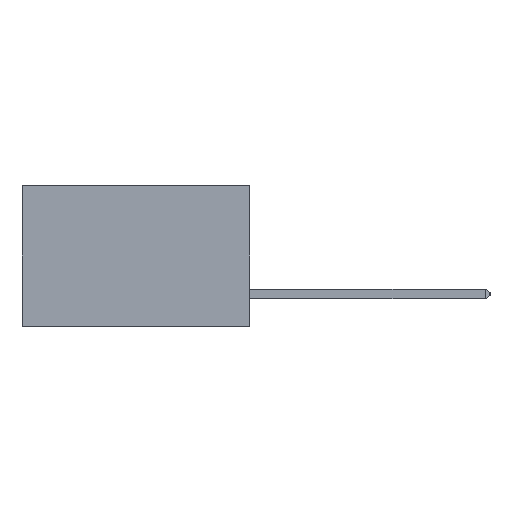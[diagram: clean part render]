
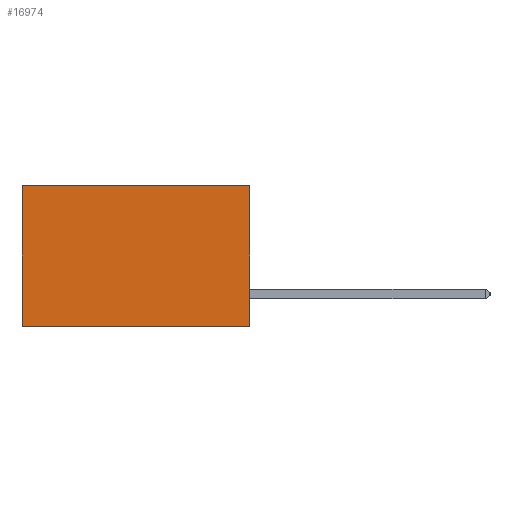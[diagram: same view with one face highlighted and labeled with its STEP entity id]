
A CAD part, left-side view. The second image highlights one B-rep face of the part: STEP entity #16974.
In plain terms, the highlighted planar face has unit normal (-1, 0, 0).
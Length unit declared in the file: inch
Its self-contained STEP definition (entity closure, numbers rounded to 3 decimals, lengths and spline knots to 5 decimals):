
#459 = LINE ( 'NONE', #35074, #30926 ) ;
#2499 = DIRECTION ( 'NONE',  ( 0., 0., -1. ) ) ;
#2781 = DIRECTION ( 'NONE',  ( 0., 1., 0. ) ) ;
#3157 = VECTOR ( 'NONE', #13971, 39.37008 ) ;
#6329 = CARTESIAN_POINT ( 'NONE',  ( 0.2875, 0.6, -0.37 ) ) ;
#7789 = VERTEX_POINT ( 'NONE', #16751 ) ;
#9912 = LINE ( 'NONE', #23190, #32393 ) ;
#11433 = CARTESIAN_POINT ( 'NONE',  ( 0.2875, 0., 0. ) ) ;
#11510 = PLANE ( 'NONE',  #15273 ) ;
#11765 = VECTOR ( 'NONE', #14378, 39.37008 ) ;
#12182 = EDGE_CURVE ( 'NONE', #18914, #22900, #459, .T. ) ;
#13971 = DIRECTION ( 'NONE',  ( 0., 1., 0. ) ) ;
#14015 = EDGE_LOOP ( 'NONE', ( #25531, #26243, #31279, #15125 ) ) ;
#14378 = DIRECTION ( 'NONE',  ( 0., 0., -1. ) ) ;
#14455 = DIRECTION ( 'NONE',  ( 0., 0., -1. ) ) ;
#15125 = ORIENTED_EDGE ( 'NONE', *, *, #22080, .T. ) ;
#15273 = AXIS2_PLACEMENT_3D ( 'NONE', #29128, #32052, #14455 ) ;
#16751 = CARTESIAN_POINT ( 'NONE',  ( 0.2875, 0., 0. ) ) ;
#16974 = ADVANCED_FACE ( 'NONE', ( #27710 ), #11510, .F. ) ;
#18914 = VERTEX_POINT ( 'NONE', #29494 ) ;
#22080 = EDGE_CURVE ( 'NONE', #7789, #37237, #35413, .T. ) ;
#22895 = CARTESIAN_POINT ( 'NONE',  ( 0.2875, 0.6, 0. ) ) ;
#22900 = VERTEX_POINT ( 'NONE', #6329 ) ;
#23190 = CARTESIAN_POINT ( 'NONE',  ( 0.2875, 0.6, 0. ) ) ;
#25531 = ORIENTED_EDGE ( 'NONE', *, *, #34800, .T. ) ;
#25732 = CARTESIAN_POINT ( 'NONE',  ( 0.2875, 0., 0. ) ) ;
#26243 = ORIENTED_EDGE ( 'NONE', *, *, #12182, .F. ) ;
#27710 = FACE_OUTER_BOUND ( 'NONE', #14015, .T. ) ;
#27869 = EDGE_CURVE ( 'NONE', #7789, #18914, #35174, .T. ) ;
#29128 = CARTESIAN_POINT ( 'NONE',  ( 0.2875, 0., 0. ) ) ;
#29494 = CARTESIAN_POINT ( 'NONE',  ( 0.2875, 0., -0.37 ) ) ;
#30926 = VECTOR ( 'NONE', #2781, 39.37008 ) ;
#31279 = ORIENTED_EDGE ( 'NONE', *, *, #27869, .F. ) ;
#32052 = DIRECTION ( 'NONE',  ( 1., 0., 0. ) ) ;
#32393 = VECTOR ( 'NONE', #2499, 39.37008 ) ;
#34800 = EDGE_CURVE ( 'NONE', #37237, #22900, #9912, .T. ) ;
#35074 = CARTESIAN_POINT ( 'NONE',  ( 0.2875, 0., -0.37 ) ) ;
#35174 = LINE ( 'NONE', #11433, #11765 ) ;
#35413 = LINE ( 'NONE', #25732, #3157 ) ;
#37237 = VERTEX_POINT ( 'NONE', #22895 ) ;
